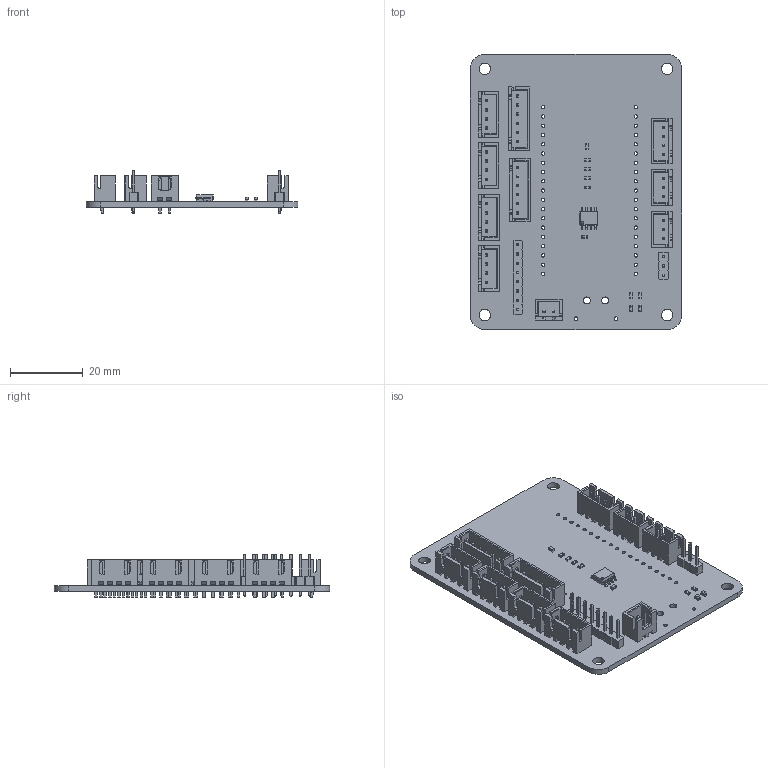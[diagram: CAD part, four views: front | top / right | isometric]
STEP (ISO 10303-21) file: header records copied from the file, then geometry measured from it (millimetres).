
FILE_DESCRIPTION(('KiCad electronic assembly'),'2;1');
FILE_NAME('ESP32_WROOM_32E_msd.step','2024-11-29T19:04:26',('Pcbnew'),( 'Kicad'),'Open CASCADE STEP processor 7.8','KiCad to STEP converter' ,'Unknown');
FILE_SCHEMA(('AUTOMOTIVE_DESIGN { 1 0 10303 214 1 1 1 1 }'));
Length unit declared in the file: millimetre
Products named in the file (23): ESP32_WROOM_32E_msd 1; JST_XH_B4B-XH-A_1x04_P2.50mm_Vertical; JST_B4B_XH_A; LED_0603_1608Metric; C_0603_1608Metric; PinHeader_1x08_P2.54mm_Vertical; PinHeader_1x08_P254mm_Vertical; R_0603_1608Metric; SOIC-8_3.9x4.9mm_P1.27mm; SOIC_8_39x49mm_P127mm; JST_XH_B6B-XH-A_1x06_P2.50mm_Vertical; JST_B6B_XH_A; JST_XH_B3B-XH-A_1x03_P2.50mm_Vertical; JST_B3B_XH_A; JST_XH_B2B-XH-A_1x02_P2.50mm_Vertical; JST_B2B_XH_A; PinHeader_1x03_P2.54mm_Vertical; PinHeader_1x03_P254mm_Vertical; _autosave-ESP32_WROOM_32E_msd_PCB; ESP32_WROOM_32E_msd 2
Assembly tree (34 placements, depth 3):
  ESP32_WROOM_32E_msd 1
    JST_XH_B4B-XH-A_1x04_P2.50mm_Vertical  x5
      JST_B4B_XH_A
    LED_0603_1608Metric  x2
      LED_0603_1608Metric
    C_0603_1608Metric  x2
      C_0603_1608Metric
    PinHeader_1x08_P2.54mm_Vertical
      PinHeader_1x08_P254mm_Vertical
    R_0603_1608Metric  x6
      R_0603_1608Metric
    SOIC-8_3.9x4.9mm_P1.27mm
      SOIC_8_39x49mm_P127mm
    JST_XH_B6B-XH-A_1x06_P2.50mm_Vertical  x2
      JST_B6B_XH_A
    JST_XH_B3B-XH-A_1x03_P2.50mm_Vertical  x2
      JST_B3B_XH_A
    JST_XH_B2B-XH-A_1x02_P2.50mm_Vertical
      JST_B2B_XH_A
    PinHeader_1x03_P2.54mm_Vertical
      PinHeader_1x03_P254mm_Vertical
    _autosave-ESP32_WROOM_32E_msd_PCB
  ESP32_WROOM_32E_msd 2
Bounding box: 58 x 75.5 x 11.94 mm (x, y, z)
Volume: 9554.4 mm3; surface area: 16492.1 mm2
Topology: 24 solids, 24 shells, 2254 faces, 5847 edges, 3750 vertices
Faces by surface type: plane 1960, cylinder 262, bspline 32
Full cylindrical faces by diameter (mm): 0.6 x1, 0.9 x38, 0.95 x38, 1 x15, 1.9 x2, 3.2 x4
Entity records: 43450 total; most frequent: CARTESIAN_POINT 6325, ORIENTED_EDGE 6084, DIRECTION 5724, EDGE_CURVE 3042, LINE 2654, VECTOR 2654, VERTEX_POINT 1944, AXIS2_PLACEMENT_3D 1535
